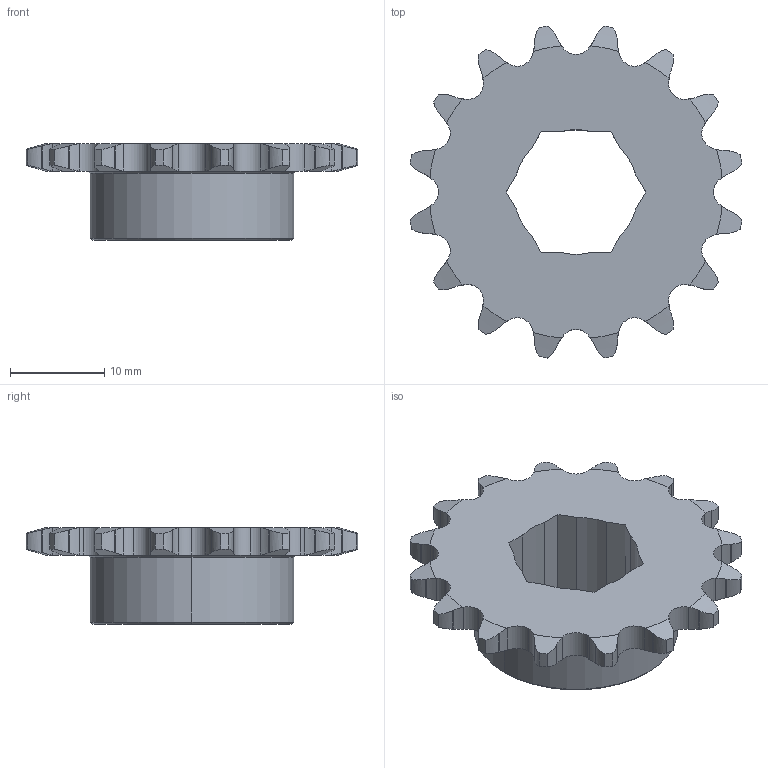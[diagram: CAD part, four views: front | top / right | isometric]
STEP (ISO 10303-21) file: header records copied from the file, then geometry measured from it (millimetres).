
FILE_DESCRIPTION (( 'STEP AP214' ), '1' );
FILE_NAME ('am-0749 s25-16h-500h.STEP', '2018-04-09T14:23:48', ( '' ), ( '' ), 'SwSTEP 2.0', 'SolidWorks 2017', '' );
FILE_SCHEMA (( 'AUTOMOTIVE_DESIGN' ));
Length unit declared in the file: inch
Products named in the file (2): am-0749 s25-16h-500h
Bounding box: 35.21 x 35.21 x 10.29 mm (x, y, z)
Volume: 3525.3 mm3; surface area: 2659.8 mm2
Topology: 1 solids, 1 shells, 194 faces, 569 edges, 378 vertices
Faces by surface type: cylinder 111, plane 47, cone 36
Entity records: 6870 total; most frequent: CARTESIAN_POINT 1855, ORIENTED_EDGE 1138, DIRECTION 955, EDGE_CURVE 569, AXIS2_PLACEMENT_3D 386, VERTEX_POINT 378, EDGE_LOOP 197, B_SPLINE_CURVE_WITH_KNOTS 196
